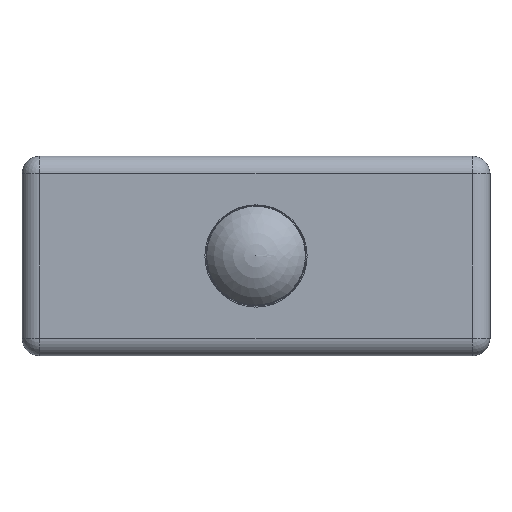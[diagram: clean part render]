
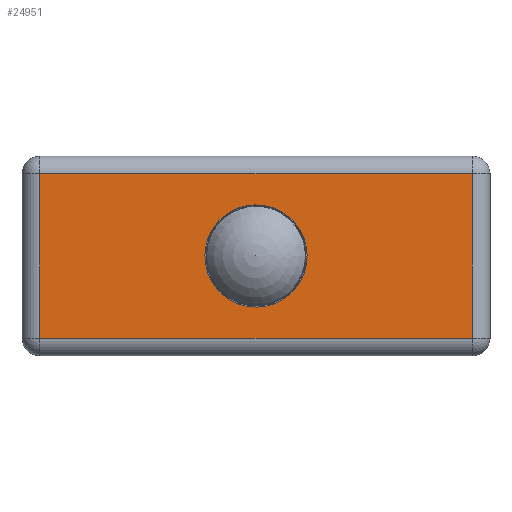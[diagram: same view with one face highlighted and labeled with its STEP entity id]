
A CAD part, top view. The second image highlights one B-rep face of the part: STEP entity #24951.
In plain terms, the highlighted planar face has unit normal (0, 0, 1).
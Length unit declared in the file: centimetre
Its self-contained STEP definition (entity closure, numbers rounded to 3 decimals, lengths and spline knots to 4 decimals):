
#50=FACE_BOUND('',#2700,.T.);
#151=PLANE('',#26297);
#1398=FACE_OUTER_BOUND('',#2699,.T.);
#2699=EDGE_LOOP('',(#17752,#17753,#17754,#17755));
#2700=EDGE_LOOP('',(#17756));
#4138=LINE('',#35038,#7706);
#4139=LINE('',#35041,#7707);
#4140=LINE('',#35043,#7708);
#4141=LINE('',#35044,#7709);
#7706=VECTOR('',#27998,0.1);
#7707=VECTOR('',#28001,0.1);
#7708=VECTOR('',#28002,0.1);
#7709=VECTOR('',#28003,0.1);
#11145=CIRCLE('',#26298,0.435);
#11389=VERTEX_POINT('',#35030);
#11390=VERTEX_POINT('',#35034);
#11392=VERTEX_POINT('',#35040);
#11393=VERTEX_POINT('',#35042);
#11394=VERTEX_POINT('',#35045);
#13881=EDGE_CURVE('',#11390,#11389,#4138,.T.);
#13882=EDGE_CURVE('',#11389,#11392,#4139,.T.);
#13883=EDGE_CURVE('',#11392,#11393,#4140,.T.);
#13884=EDGE_CURVE('',#11393,#11390,#4141,.T.);
#13885=EDGE_CURVE('',#11394,#11394,#11145,.T.);
#17752=ORIENTED_EDGE('',*,*,#13882,.T.);
#17753=ORIENTED_EDGE('',*,*,#13883,.T.);
#17754=ORIENTED_EDGE('',*,*,#13884,.T.);
#17755=ORIENTED_EDGE('',*,*,#13881,.T.);
#17756=ORIENTED_EDGE('',*,*,#13885,.T.);
#24951=ADVANCED_FACE('',(#1398,#50),#151,.T.);
#26297=AXIS2_PLACEMENT_3D('',#35039,#27999,#28000);
#26298=AXIS2_PLACEMENT_3D('',#35046,#28004,#28005);
#27998=DIRECTION('',(1.,0.,0.));
#27999=DIRECTION('center_axis',(0.,0.,
1.));
#28000=DIRECTION('ref_axis',(1.,0.,0.));
#28001=DIRECTION('',(0.,1.,0.));
#28002=DIRECTION('',(-1.,0.,0.));
#28003=DIRECTION('',(0.,-1.,0.));
#28004=DIRECTION('center_axis',(0.,0.,
-1.));
#28005=DIRECTION('ref_axis',(1.,0.,0.));
#35030=CARTESIAN_POINT('',(1.84,-0.7,1.43));
#35034=CARTESIAN_POINT('',(-1.84,-0.7,1.43));
#35038=CARTESIAN_POINT('',(-1.84,-0.7,1.43));
#35039=CARTESIAN_POINT('Origin',(0.,0.,
1.43));
#35040=CARTESIAN_POINT('',(1.84,0.7,1.43));
#35041=CARTESIAN_POINT('',(1.84,-0.7,1.43));
#35042=CARTESIAN_POINT('',(-1.84,0.7,1.43));
#35043=CARTESIAN_POINT('',(1.84,0.7,1.43));
#35044=CARTESIAN_POINT('',(-1.84,0.7,1.43));
#35045=CARTESIAN_POINT('',(-0.435,0.,1.43));
#35046=CARTESIAN_POINT('Origin',(0.,0.,
1.43));
